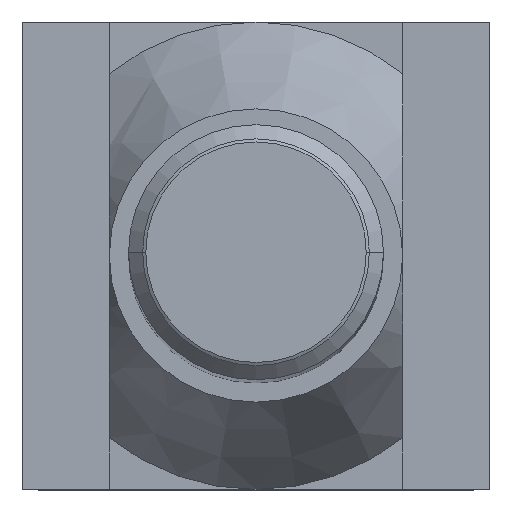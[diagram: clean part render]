
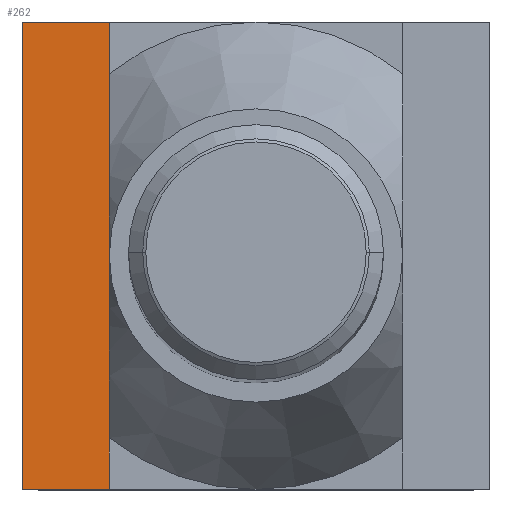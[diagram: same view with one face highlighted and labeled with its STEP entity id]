
A CAD part, top view. The second image highlights one B-rep face of the part: STEP entity #262.
In plain terms, the highlighted planar face has unit normal (0, 0, 1).
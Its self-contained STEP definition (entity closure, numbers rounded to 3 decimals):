
#204=VERTEX_POINT('',#464);
#238=VERTEX_POINT('',#505);
#258=EDGE_CURVE('',#270,#260,#527,.T.);
#260=VERTEX_POINT('',#529);
#262=ADVANCED_FACE('',(#531),#532,.T.);
#270=VERTEX_POINT('',#542);
#312=EDGE_CURVE('',#204,#270,#587,.T.);
#334=EDGE_CURVE('',#238,#260,#611,.T.);
#378=EDGE_CURVE('',#238,#204,#660,.T.);
#464=CARTESIAN_POINT('',(-22.0,22.0,0.));
#505=CARTESIAN_POINT('',(-13.8,22.0,0.));
#527=LINE('',#890,#891);
#529=CARTESIAN_POINT('',(-13.8,-22.0,0.));
#531=FACE_OUTER_BOUND('',#895,.T.);
#532=PLANE('',#896);
#542=CARTESIAN_POINT('',(-22.0,-22.0,0.));
#587=LINE('',#965,#966);
#611=LINE('',#996,#997);
#660=LINE('',#1062,#1063);
#890=CARTESIAN_POINT('',(-13.8,-22.0,0.));
#891=VECTOR('',#1225,1.0);
#895=EDGE_LOOP('',(#1227,#1228,#1229,#1230));
#896=AXIS2_PLACEMENT_3D('',#1231,#1232,#1233);
#965=CARTESIAN_POINT('',(-22.0,0.,0.));
#966=VECTOR('',#1282,1.0);
#996=CARTESIAN_POINT('',(-13.8,0.,0.));
#997=VECTOR('',#1311,1.0);
#1062=CARTESIAN_POINT('',(-13.8,22.0,0.));
#1063=VECTOR('',#1368,1.0);
#1225=DIRECTION('',(1.0,0.0,0.0));
#1227=ORIENTED_EDGE('',*,*,#258,.T.);
#1228=ORIENTED_EDGE('',*,*,#334,.F.);
#1229=ORIENTED_EDGE('',*,*,#378,.T.);
#1230=ORIENTED_EDGE('',*,*,#312,.T.);
#1231=CARTESIAN_POINT('',(-22.0,0.,0.));
#1232=DIRECTION('',(0.0,0.,1.0));
#1233=DIRECTION('',(0.0,-1.0,0.));
#1282=DIRECTION('',(0.0,-1.0,0.));
#1311=DIRECTION('',(0.0,-1.0,0.));
#1368=DIRECTION('',(-1.0,0.0,0.0));
